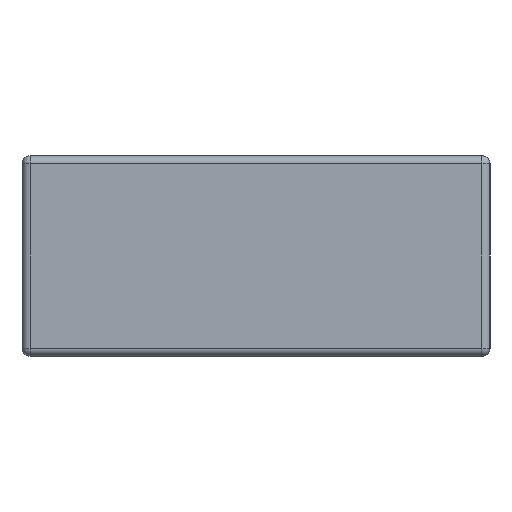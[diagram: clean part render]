
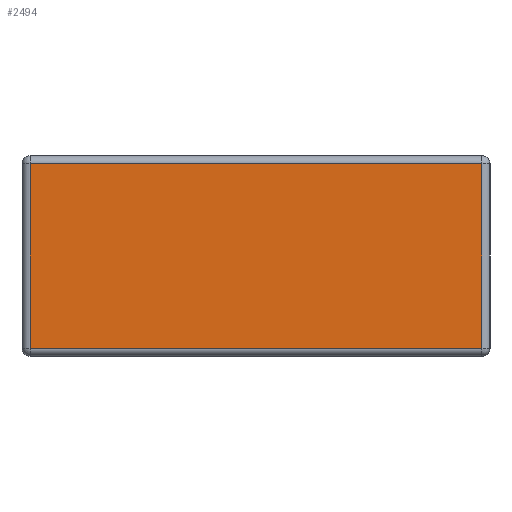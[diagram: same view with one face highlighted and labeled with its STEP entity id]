
A CAD part, left-side view. The second image highlights one B-rep face of the part: STEP entity #2494.
In plain terms, the highlighted planar face has unit normal (-1, 0, 0).
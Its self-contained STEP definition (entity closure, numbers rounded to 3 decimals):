
#45=PLANE('',#2706);
#306=FACE_OUTER_BOUND('',#440,.T.);
#440=EDGE_LOOP('',(#2003,#2004,#2005,#2006));
#606=LINE('',#3756,#890);
#607=LINE('',#3765,#891);
#617=LINE('',#3799,#901);
#622=LINE('',#3806,#906);
#890=VECTOR('',#3066,10.);
#891=VECTOR('',#3077,10.);
#901=VECTOR('',#3115,10.);
#906=VECTOR('',#3124,10.);
#1237=VERTEX_POINT('',#3714);
#1251=VERTEX_POINT('',#3751);
#1252=VERTEX_POINT('',#3758);
#1262=VERTEX_POINT('',#3792);
#1507=EDGE_CURVE('',#1237,#1251,#606,.T.);
#1511=EDGE_CURVE('',#1252,#1237,#607,.T.);
#1529=EDGE_CURVE('',#1262,#1252,#617,.T.);
#1534=EDGE_CURVE('',#1251,#1262,#622,.T.);
#2003=ORIENTED_EDGE('',*,*,#1507,.F.);
#2004=ORIENTED_EDGE('',*,*,#1511,.F.);
#2005=ORIENTED_EDGE('',*,*,#1529,.F.);
#2006=ORIENTED_EDGE('',*,*,#1534,.F.);
#2494=ADVANCED_FACE('',(#306),#45,.T.);
#2706=AXIS2_PLACEMENT_3D('',#3825,#3147,#3148);
#3066=DIRECTION('',(0.,0.,1.));
#3077=DIRECTION('',(0.,1.,0.));
#3115=DIRECTION('',(0.,0.,-1.));
#3124=DIRECTION('',(0.,-1.,0.));
#3147=DIRECTION('center_axis',(-1.,0.,0.));
#3148=DIRECTION('ref_axis',(0.,-1.,0.));
#3714=CARTESIAN_POINT('',(-1.15,0.676,0.024));
#3751=CARTESIAN_POINT('',(-1.15,0.676,0.576));
#3756=CARTESIAN_POINT('',(-1.15,0.676,0.));
#3758=CARTESIAN_POINT('',(-1.15,-0.676,0.024));
#3765=CARTESIAN_POINT('',(-1.15,0.35,0.024));
#3792=CARTESIAN_POINT('',(-1.15,-0.676,0.576));
#3799=CARTESIAN_POINT('',(-1.15,-0.676,0.));
#3806=CARTESIAN_POINT('',(-1.15,0.35,0.576));
#3825=CARTESIAN_POINT('Origin',(-1.15,0.7,0.));
